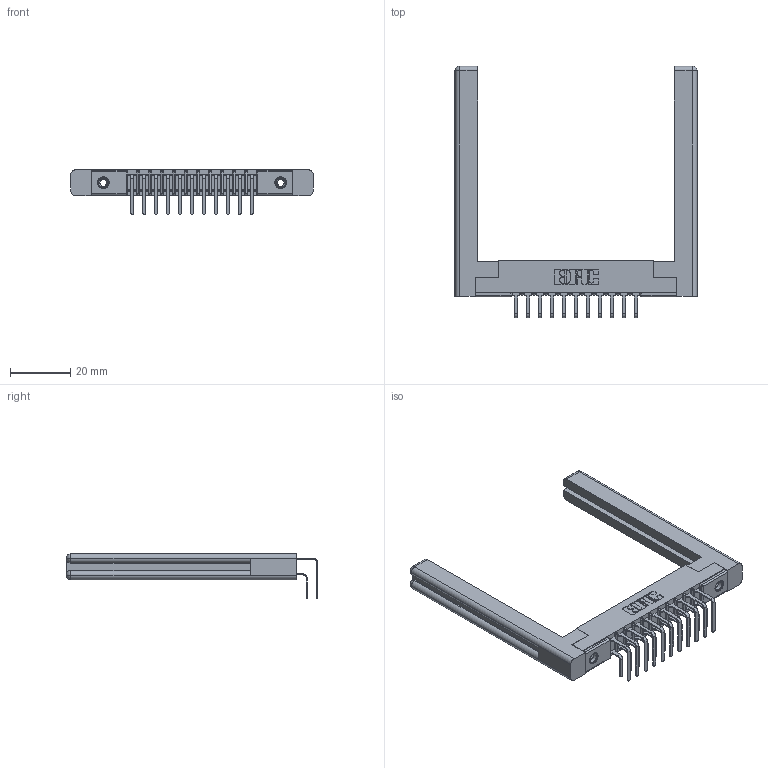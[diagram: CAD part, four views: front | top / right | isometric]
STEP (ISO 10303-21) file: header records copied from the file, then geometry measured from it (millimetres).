
FILE_DESCRIPTION (( 'STEP AP203' ), '1' );
FILE_NAME ('307-022-458-258.STEP', '2020-09-29T04:08:08', ( '' ), ( '' ), 'SwSTEP 2.0', 'SolidWorks 2020', '' );
FILE_SCHEMA (( 'CONFIG_CONTROL_DESIGN' ));
Length unit declared in the file: inch
Products named in the file (6): 307-290-001_558 559 - 1 (Single); 307-220-058; 345-250-001_345-250-001-102; 307 Part_.156 Dia Mounting Holes; 307-022-458-258; 307-290-001_558 - 2 (Single)
Assembly tree (27 placements, depth 2):
  307-022-458-258
    307 Part_.156 Dia Mounting Holes
    307-290-001_558 559 - 1 (Single)  x11
    307-290-001_558 - 2 (Single)  x11
    307-220-058  x2
    345-250-001_345-250-001-102  x2
Bounding box: 80.21 x 83.27 x 14.81 mm (x, y, z)
Volume: 13032.2 mm3; surface area: 14506.5 mm2
Topology: 27 solids, 27 shells, 1372 faces, 3801 edges, 2458 vertices
Faces by surface type: plane 880, cylinder 444, sphere 24, torus 12, cone 12
Entity records: 17684 total; most frequent: CARTESIAN_POINT 2924, ORIENTED_EDGE 2836, DIRECTION 2834, EDGE_CURVE 1418, VECTOR 1070, LINE 1070, VERTEX_POINT 918, AXIS2_PLACEMENT_3D 882
